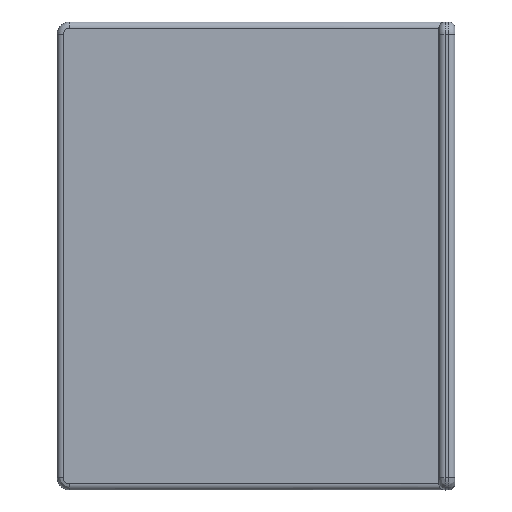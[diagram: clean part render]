
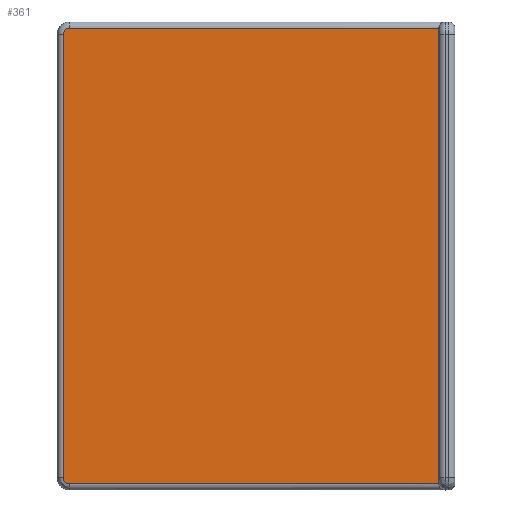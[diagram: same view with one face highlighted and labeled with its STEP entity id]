
A CAD part, left-side view. The second image highlights one B-rep face of the part: STEP entity #361.
In plain terms, the highlighted planar face has unit normal (-1, 0, 0).
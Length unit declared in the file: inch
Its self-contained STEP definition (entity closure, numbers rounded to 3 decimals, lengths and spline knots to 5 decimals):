
#28 = VERTEX_POINT ( 'NONE', #541 ) ;
#59 = EDGE_CURVE ( 'NONE', #65, #60, #574, .T. ) ;
#60 = VERTEX_POINT ( 'NONE', #569 ) ;
#65 = VERTEX_POINT ( 'NONE', #552 ) ;
#85 = EDGE_CURVE ( 'NONE', #193, #127, #633, .T. ) ;
#114 = VERTEX_POINT ( 'NONE', #800 ) ;
#127 = VERTEX_POINT ( 'NONE', #765 ) ;
#193 = VERTEX_POINT ( 'NONE', #851 ) ;
#338 = ORIENTED_EDGE ( 'NONE', *, *, #358, .T. ) ;
#339 = ORIENTED_EDGE ( 'NONE', *, *, #373, .T. ) ;
#354 = ORIENTED_EDGE ( 'NONE', *, *, #85, .F. ) ;
#355 = ORIENTED_EDGE ( 'NONE', *, *, #460, .T. ) ;
#358 = EDGE_CURVE ( 'NONE', #28, #114, #594, .T. ) ;
#359 = EDGE_CURVE ( 'NONE', #65, #127, #624, .T. ) ;
#361 = ADVANCED_FACE ( 'NONE', ( #764 ), #683, .T. ) ;
#362 = EDGE_LOOP ( 'NONE', ( #338, #339, #385, #386, #354, #355 ) ) ;
#373 = EDGE_CURVE ( 'NONE', #114, #60, #868, .T. ) ;
#385 = ORIENTED_EDGE ( 'NONE', *, *, #59, .F. ) ;
#386 = ORIENTED_EDGE ( 'NONE', *, *, #359, .T. ) ;
#460 = EDGE_CURVE ( 'NONE', #193, #28, #1000, .T. ) ;
#533 = CARTESIAN_POINT ( 'NONE',  ( -0.03937, 1.25197, -0.70866 ) ) ;
#534 = CARTESIAN_POINT ( 'NONE',  ( -0.03937, 1.25197, -0.72019 ) ) ;
#535 = CARTESIAN_POINT ( 'NONE',  ( -0.03937, 1.24381, -0.72835 ) ) ;
#536 = CARTESIAN_POINT ( 'NONE',  ( -0.03937, 1.23228, -0.72835 ) ) ;
#541 = CARTESIAN_POINT ( 'NONE',  ( -0.03937, 0.05118, -0.72835 ) ) ;
#552 = CARTESIAN_POINT ( 'NONE',  ( -0.03937, 1.25197, 0.70866 ) ) ;
#569 = CARTESIAN_POINT ( 'NONE',  ( -0.03937, 1.23228, 0.72835 ) ) ;
#570 = DIRECTION ( 'NONE',  ( 0., 0., 1. ) ) ;
#571 = DIRECTION ( 'NONE',  ( 1., 0., 0. ) ) ;
#572 = CARTESIAN_POINT ( 'NONE',  ( -0.03937, 1.23228, 0.70866 ) ) ;
#573 = AXIS2_PLACEMENT_3D ( 'NONE', #572, #571, #570 ) ;
#574 = CIRCLE ( 'NONE', #573, 0.01969 ) ;
#593 = CARTESIAN_POINT ( 'NONE',  ( -0.03937, 0.05118, -0.74803 ) ) ;
#594 = LINE ( 'NONE', #593, #601 ) ;
#599 = DIRECTION ( 'NONE',  ( 0., 0., 1. ) ) ;
#601 = VECTOR ( 'NONE', #599, 39.37008 ) ;
#621 = DIRECTION ( 'NONE',  ( 0., 0., -1. ) ) ;
#622 = VECTOR ( 'NONE', #621, 39.37008 ) ;
#623 = CARTESIAN_POINT ( 'NONE',  ( -0.03937, 1.25197, -0.74803 ) ) ;
#624 = LINE ( 'NONE', #623, #622 ) ;
#633 =( BOUNDED_CURVE ( )  B_SPLINE_CURVE ( 3, ( #536, #535, #534, #533 ),
 .UNSPECIFIED., .F., .T. ) 
 B_SPLINE_CURVE_WITH_KNOTS ( ( 4, 4 ),
 ( 0., 1. ),
 .UNSPECIFIED. ) 
 CURVE ( )  GEOMETRIC_REPRESENTATION_ITEM ( )  RATIONAL_B_SPLINE_CURVE ( ( 1., 0.805, 0.805, 1. ) ) 
 REPRESENTATION_ITEM ( '' )  );
#683 = PLANE ( 'NONE',  #763 ) ;
#715 = DIRECTION ( 'NONE',  ( -1., 0., 0. ) ) ;
#763 = AXIS2_PLACEMENT_3D ( 'NONE', #777, #715, #789 ) ;
#764 = FACE_OUTER_BOUND ( 'NONE', #362, .T. ) ;
#765 = CARTESIAN_POINT ( 'NONE',  ( -0.03937, 1.25197, -0.70866 ) ) ;
#777 = CARTESIAN_POINT ( 'NONE',  ( -0.03937, 1.27165, -0.74803 ) ) ;
#789 = DIRECTION ( 'NONE',  ( 0., 0., 1. ) ) ;
#800 = CARTESIAN_POINT ( 'NONE',  ( -0.03937, 0.05118, 0.72835 ) ) ;
#851 = CARTESIAN_POINT ( 'NONE',  ( -0.03937, 1.23228, -0.72835 ) ) ;
#868 = LINE ( 'NONE', #886, #885 ) ;
#884 = DIRECTION ( 'NONE',  ( 0., 1., 0. ) ) ;
#885 = VECTOR ( 'NONE', #884, 39.37008 ) ;
#886 = CARTESIAN_POINT ( 'NONE',  ( -0.03937, 1.27165, 0.72835 ) ) ;
#1000 = LINE ( 'NONE', #1007, #1006 ) ;
#1005 = DIRECTION ( 'NONE',  ( 0., -1., 0. ) ) ;
#1006 = VECTOR ( 'NONE', #1005, 39.37008 ) ;
#1007 = CARTESIAN_POINT ( 'NONE',  ( -0.03937, 1.27165, -0.72835 ) ) ;
